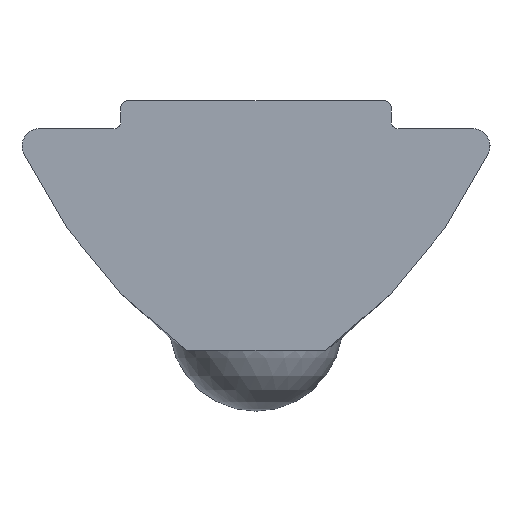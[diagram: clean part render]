
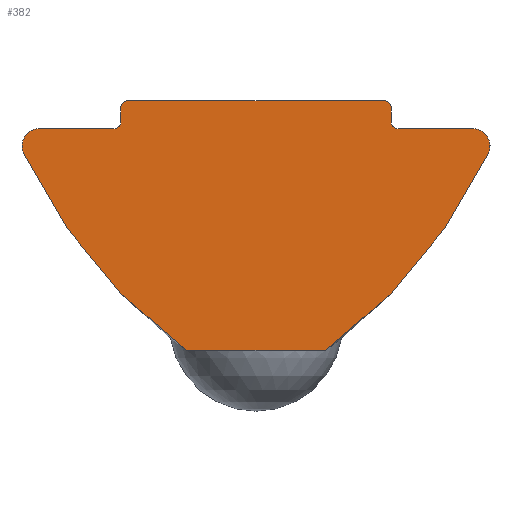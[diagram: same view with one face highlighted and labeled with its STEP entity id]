
A CAD part, left-side view. The second image highlights one B-rep face of the part: STEP entity #382.
In plain terms, the highlighted planar face has unit normal (-1, 0, 0).
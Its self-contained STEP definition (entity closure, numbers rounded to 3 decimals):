
#19=CIRCLE('',#413,0.505);
#21=CIRCLE('',#416,0.2);
#25=CIRCLE('',#422,0.2);
#29=CIRCLE('',#428,15.);
#32=CIRCLE('',#432,15.);
#35=CIRCLE('',#438,0.2);
#36=CIRCLE('',#439,0.505);
#37=CIRCLE('',#440,0.2);
#60=FACE_OUTER_BOUND('',#80,.T.);
#80=EDGE_LOOP('',(#286,#287,#288,#289,#290,#291,#292,#293,#294,#295,#296,
#297,#298,#299));
#90=LINE('',#569,#119);
#98=LINE('',#595,#127);
#106=LINE('',#665,#135);
#107=LINE('',#669,#136);
#108=LINE('',#672,#137);
#109=LINE('',#675,#138);
#119=VECTOR('',#456,1000.);
#127=VECTOR('',#480,1000.);
#135=VECTOR('',#524,1000.);
#136=VECTOR('',#527,1000.);
#137=VECTOR('',#530,1000.);
#138=VECTOR('',#533,1000.);
#148=VERTEX_POINT('',#567);
#149=VERTEX_POINT('',#568);
#152=VERTEX_POINT('',#576);
#154=VERTEX_POINT('',#582);
#157=VERTEX_POINT('',#589);
#159=VERTEX_POINT('',#593);
#161=VERTEX_POINT('',#599);
#162=VERTEX_POINT('',#600);
#170=VERTEX_POINT('',#633);
#174=VERTEX_POINT('',#664);
#175=VERTEX_POINT('',#666);
#176=VERTEX_POINT('',#668);
#177=VERTEX_POINT('',#671);
#178=VERTEX_POINT('',#673);
#184=EDGE_CURVE('',#148,#149,#90,.T.);
#188=EDGE_CURVE('',#149,#152,#19,.T.);
#191=EDGE_CURVE('',#148,#154,#21,.T.);
#197=EDGE_CURVE('',#159,#157,#98,.T.);
#199=EDGE_CURVE('',#161,#162,#25,.T.);
#209=EDGE_CURVE('',#157,#170,#29,.T.);
#214=EDGE_CURVE('',#152,#159,#32,.T.);
#218=EDGE_CURVE('',#174,#161,#106,.T.);
#219=EDGE_CURVE('',#174,#175,#35,.T.);
#220=EDGE_CURVE('',#176,#175,#107,.T.);
#221=EDGE_CURVE('',#170,#176,#36,.T.);
#222=EDGE_CURVE('',#177,#154,#108,.T.);
#223=EDGE_CURVE('',#178,#177,#37,.T.);
#224=EDGE_CURVE('',#162,#178,#109,.T.);
#286=ORIENTED_EDGE('',*,*,#199,.F.);
#287=ORIENTED_EDGE('',*,*,#218,.F.);
#288=ORIENTED_EDGE('',*,*,#219,.T.);
#289=ORIENTED_EDGE('',*,*,#220,.F.);
#290=ORIENTED_EDGE('',*,*,#221,.F.);
#291=ORIENTED_EDGE('',*,*,#209,.F.);
#292=ORIENTED_EDGE('',*,*,#197,.F.);
#293=ORIENTED_EDGE('',*,*,#214,.F.);
#294=ORIENTED_EDGE('',*,*,#188,.F.);
#295=ORIENTED_EDGE('',*,*,#184,.F.);
#296=ORIENTED_EDGE('',*,*,#191,.T.);
#297=ORIENTED_EDGE('',*,*,#222,.F.);
#298=ORIENTED_EDGE('',*,*,#223,.F.);
#299=ORIENTED_EDGE('',*,*,#224,.F.);
#346=PLANE('',#437);
#382=ADVANCED_FACE('',(#60),#346,.F.);
#413=AXIS2_PLACEMENT_3D('',#577,#462,#463);
#416=AXIS2_PLACEMENT_3D('',#583,#469,#470);
#422=AXIS2_PLACEMENT_3D('',#601,#485,#486);
#428=AXIS2_PLACEMENT_3D('',#634,#502,#503);
#432=AXIS2_PLACEMENT_3D('',#655,#511,#512);
#437=AXIS2_PLACEMENT_3D('',#663,#522,#523);
#438=AXIS2_PLACEMENT_3D('',#667,#525,#526);
#439=AXIS2_PLACEMENT_3D('',#670,#528,#529);
#440=AXIS2_PLACEMENT_3D('',#674,#531,#532);
#456=DIRECTION('',(0.,-1.,0.));
#462=DIRECTION('center_axis',(1.,0.,0.));
#463=DIRECTION('ref_axis',(0.,0.,-1.));
#469=DIRECTION('center_axis',(1.,0.,0.));
#470=DIRECTION('ref_axis',(0.,0.,-1.));
#480=DIRECTION('',(0.,1.,0.));
#485=DIRECTION('center_axis',(1.,0.,0.));
#486=DIRECTION('ref_axis',(0.,0.,-1.));
#502=DIRECTION('center_axis',(1.,0.,0.));
#503=DIRECTION('ref_axis',(0.,0.,-1.));
#511=DIRECTION('center_axis',(1.,0.,0.));
#512=DIRECTION('ref_axis',(0.,0.,-1.));
#522=DIRECTION('center_axis',(1.,0.,0.));
#523=DIRECTION('ref_axis',(0.,0.,-1.));
#524=DIRECTION('',(0.,0.,1.));
#525=DIRECTION('center_axis',(1.,0.,0.));
#526=DIRECTION('ref_axis',(0.,0.,-1.));
#527=DIRECTION('',(0.,-1.,0.));
#528=DIRECTION('center_axis',(1.,0.,0.));
#529=DIRECTION('ref_axis',(0.,0.,-1.));
#530=DIRECTION('',(0.,0.,-1.));
#531=DIRECTION('center_axis',(1.,0.,0.));
#532=DIRECTION('ref_axis',(0.,0.,-1.));
#533=DIRECTION('',(0.,-1.,0.));
#567=CARTESIAN_POINT('',(-7.5,-4.1,-0.8));
#568=CARTESIAN_POINT('',(-7.5,-6.245,-0.8));
#569=CARTESIAN_POINT('',(-7.5,-4.1,-0.8));
#576=CARTESIAN_POINT('',(-7.5,-6.701,-1.522));
#577=CARTESIAN_POINT('Origin',(-7.5,-6.245,-1.305));
#582=CARTESIAN_POINT('',(-7.5,-3.9,-0.6));
#583=CARTESIAN_POINT('Origin',(-7.5,-4.1,-0.6));
#589=CARTESIAN_POINT('',(-7.5,2.001,-7.2));
#593=CARTESIAN_POINT('',(-7.5,-2.001,-7.2));
#595=CARTESIAN_POINT('',(-7.5,-2.001,-7.2));
#599=CARTESIAN_POINT('',(-7.5,3.9,-0.2));
#600=CARTESIAN_POINT('',(-7.5,3.7,0.));
#601=CARTESIAN_POINT('Origin',(-7.5,3.7,-0.2));
#633=CARTESIAN_POINT('',(-7.5,6.701,-1.522));
#634=CARTESIAN_POINT('Origin',(-7.5,-6.85,4.91));
#655=CARTESIAN_POINT('Origin',(-7.5,6.85,4.91));
#663=CARTESIAN_POINT('Origin',(-7.5,3.7,-0.2));
#664=CARTESIAN_POINT('',(-7.5,3.9,-0.6));
#665=CARTESIAN_POINT('',(-7.5,3.9,-0.6));
#666=CARTESIAN_POINT('',(-7.5,4.1,-0.8));
#667=CARTESIAN_POINT('Origin',(-7.5,4.1,-0.6));
#668=CARTESIAN_POINT('',(-7.5,6.245,-0.8));
#669=CARTESIAN_POINT('',(-7.5,6.245,-0.8));
#670=CARTESIAN_POINT('Origin',(-7.5,6.245,-1.305));
#671=CARTESIAN_POINT('',(-7.5,-3.9,-0.2));
#672=CARTESIAN_POINT('',(-7.5,-3.9,-0.2));
#673=CARTESIAN_POINT('',(-7.5,-3.7,0.));
#674=CARTESIAN_POINT('Origin',(-7.5,-3.7,-0.2));
#675=CARTESIAN_POINT('',(-7.5,3.7,0.));
